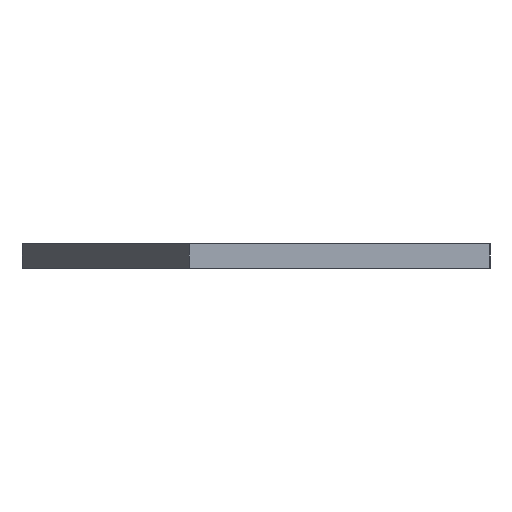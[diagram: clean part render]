
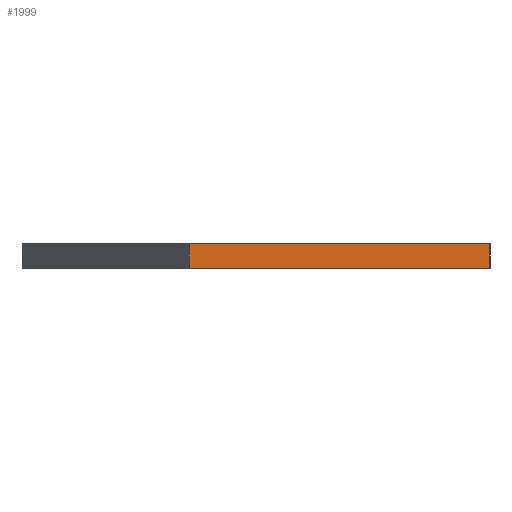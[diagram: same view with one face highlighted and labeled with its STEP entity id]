
A CAD part, left-side view. The second image highlights one B-rep face of the part: STEP entity #1999.
In plain terms, the highlighted planar face has unit normal (-1, 0, 0).
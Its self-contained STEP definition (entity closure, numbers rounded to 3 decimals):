
#72 = PLANE('',#73);
#73 = AXIS2_PLACEMENT_3D('',#74,#75,#76);
#74 = CARTESIAN_POINT('',(0.,-216.953,3.));
#75 = DIRECTION('',(0.,0.,1.));
#76 = DIRECTION('',(1.,0.,0.));
#100 = PLANE('',#101);
#101 = AXIS2_PLACEMENT_3D('',#102,#103,#104);
#102 = CARTESIAN_POINT('',(-120.,-198.615,0.));
#103 = DIRECTION('',(0.,1.,0.));
#104 = DIRECTION('',(1.,0.,0.));
#126 = PLANE('',#127);
#127 = AXIS2_PLACEMENT_3D('',#128,#129,#130);
#128 = CARTESIAN_POINT('',(0.,-216.953,0.));
#129 = DIRECTION('',(0.,0.,1.));
#130 = DIRECTION('',(1.,0.,0.));
#217 = EDGE_CURVE('',#218,#220,#222,.T.);
#218 = VERTEX_POINT('',#219);
#219 = CARTESIAN_POINT('',(-120.,-198.615,0.));
#220 = VERTEX_POINT('',#221);
#221 = CARTESIAN_POINT('',(-120.,-198.615,3.));
#222 = SURFACE_CURVE('',#223,(#227,#234),.PCURVE_S1.);
#223 = LINE('',#224,#225);
#224 = CARTESIAN_POINT('',(-120.,-198.615,0.));
#225 = VECTOR('',#226,1.);
#226 = DIRECTION('',(0.,0.,1.));
#227 = PCURVE('',#100,#228);
#228 = DEFINITIONAL_REPRESENTATION('',(#229),#233);
#229 = LINE('',#230,#231);
#230 = CARTESIAN_POINT('',(0.,0.));
#231 = VECTOR('',#232,1.);
#232 = DIRECTION('',(0.,-1.));
#233 = ( GEOMETRIC_REPRESENTATION_CONTEXT(2) 
PARAMETRIC_REPRESENTATION_CONTEXT() REPRESENTATION_CONTEXT('2D SPACE',''
  ) );
#234 = PCURVE('',#235,#240);
#235 = PLANE('',#236);
#236 = AXIS2_PLACEMENT_3D('',#237,#238,#239);
#237 = CARTESIAN_POINT('',(-120.,-198.615,0.));
#238 = DIRECTION('',(1.,0.,0.));
#239 = DIRECTION('',(0.,-1.,0.));
#240 = DEFINITIONAL_REPRESENTATION('',(#241),#245);
#241 = LINE('',#242,#243);
#242 = CARTESIAN_POINT('',(0.,0.));
#243 = VECTOR('',#244,1.);
#244 = DIRECTION('',(0.,-1.));
#245 = ( GEOMETRIC_REPRESENTATION_CONTEXT(2) 
PARAMETRIC_REPRESENTATION_CONTEXT() REPRESENTATION_CONTEXT('2D SPACE',''
  ) );
#295 = EDGE_CURVE('',#218,#296,#298,.T.);
#296 = VERTEX_POINT('',#297);
#297 = CARTESIAN_POINT('',(-120.,-235.015,0.));
#298 = SURFACE_CURVE('',#299,(#303,#310),.PCURVE_S1.);
#299 = LINE('',#300,#301);
#300 = CARTESIAN_POINT('',(-120.,-198.615,0.));
#301 = VECTOR('',#302,1.);
#302 = DIRECTION('',(0.,-1.,0.));
#303 = PCURVE('',#126,#304);
#304 = DEFINITIONAL_REPRESENTATION('',(#305),#309);
#305 = LINE('',#306,#307);
#306 = CARTESIAN_POINT('',(-120.,18.338));
#307 = VECTOR('',#308,1.);
#308 = DIRECTION('',(0.,-1.));
#309 = ( GEOMETRIC_REPRESENTATION_CONTEXT(2) 
PARAMETRIC_REPRESENTATION_CONTEXT() REPRESENTATION_CONTEXT('2D SPACE',''
  ) );
#310 = PCURVE('',#235,#311);
#311 = DEFINITIONAL_REPRESENTATION('',(#312),#316);
#312 = LINE('',#313,#314);
#313 = CARTESIAN_POINT('',(0.,0.));
#314 = VECTOR('',#315,1.);
#315 = DIRECTION('',(1.,0.));
#316 = ( GEOMETRIC_REPRESENTATION_CONTEXT(2) 
PARAMETRIC_REPRESENTATION_CONTEXT() REPRESENTATION_CONTEXT('2D SPACE',''
  ) );
#334 = PLANE('',#335);
#335 = AXIS2_PLACEMENT_3D('',#336,#337,#338);
#336 = CARTESIAN_POINT('',(-120.,-235.015,0.));
#337 = DIRECTION('',(0.,1.,0.));
#338 = DIRECTION('',(1.,0.,0.));
#1209 = EDGE_CURVE('',#220,#1210,#1212,.T.);
#1210 = VERTEX_POINT('',#1211);
#1211 = CARTESIAN_POINT('',(-120.,-235.015,3.));
#1212 = SURFACE_CURVE('',#1213,(#1217,#1224),.PCURVE_S1.);
#1213 = LINE('',#1214,#1215);
#1214 = CARTESIAN_POINT('',(-120.,-198.615,3.));
#1215 = VECTOR('',#1216,1.);
#1216 = DIRECTION('',(0.,-1.,0.));
#1217 = PCURVE('',#72,#1218);
#1218 = DEFINITIONAL_REPRESENTATION('',(#1219),#1223);
#1219 = LINE('',#1220,#1221);
#1220 = CARTESIAN_POINT('',(-120.,18.338));
#1221 = VECTOR('',#1222,1.);
#1222 = DIRECTION('',(0.,-1.));
#1223 = ( GEOMETRIC_REPRESENTATION_CONTEXT(2) 
PARAMETRIC_REPRESENTATION_CONTEXT() REPRESENTATION_CONTEXT('2D SPACE',''
  ) );
#1224 = PCURVE('',#235,#1225);
#1225 = DEFINITIONAL_REPRESENTATION('',(#1226),#1230);
#1226 = LINE('',#1227,#1228);
#1227 = CARTESIAN_POINT('',(0.,-3.));
#1228 = VECTOR('',#1229,1.);
#1229 = DIRECTION('',(1.,0.));
#1230 = ( GEOMETRIC_REPRESENTATION_CONTEXT(2) 
PARAMETRIC_REPRESENTATION_CONTEXT() REPRESENTATION_CONTEXT('2D SPACE',''
  ) );
#1999 = ADVANCED_FACE('',(#2000),#235,.F.);
#2000 = FACE_BOUND('',#2001,.F.);
#2001 = EDGE_LOOP('',(#2002,#2003,#2004,#2025));
#2002 = ORIENTED_EDGE('',*,*,#217,.T.);
#2003 = ORIENTED_EDGE('',*,*,#1209,.T.);
#2004 = ORIENTED_EDGE('',*,*,#2005,.F.);
#2005 = EDGE_CURVE('',#296,#1210,#2006,.T.);
#2006 = SURFACE_CURVE('',#2007,(#2011,#2018),.PCURVE_S1.);
#2007 = LINE('',#2008,#2009);
#2008 = CARTESIAN_POINT('',(-120.,-235.015,0.));
#2009 = VECTOR('',#2010,1.);
#2010 = DIRECTION('',(0.,0.,1.));
#2011 = PCURVE('',#235,#2012);
#2012 = DEFINITIONAL_REPRESENTATION('',(#2013),#2017);
#2013 = LINE('',#2014,#2015);
#2014 = CARTESIAN_POINT('',(36.4,0.));
#2015 = VECTOR('',#2016,1.);
#2016 = DIRECTION('',(0.,-1.));
#2017 = ( GEOMETRIC_REPRESENTATION_CONTEXT(2) 
PARAMETRIC_REPRESENTATION_CONTEXT() REPRESENTATION_CONTEXT('2D SPACE',''
  ) );
#2018 = PCURVE('',#334,#2019);
#2019 = DEFINITIONAL_REPRESENTATION('',(#2020),#2024);
#2020 = LINE('',#2021,#2022);
#2021 = CARTESIAN_POINT('',(0.,0.));
#2022 = VECTOR('',#2023,1.);
#2023 = DIRECTION('',(0.,-1.));
#2024 = ( GEOMETRIC_REPRESENTATION_CONTEXT(2) 
PARAMETRIC_REPRESENTATION_CONTEXT() REPRESENTATION_CONTEXT('2D SPACE',''
  ) );
#2025 = ORIENTED_EDGE('',*,*,#295,.F.);
